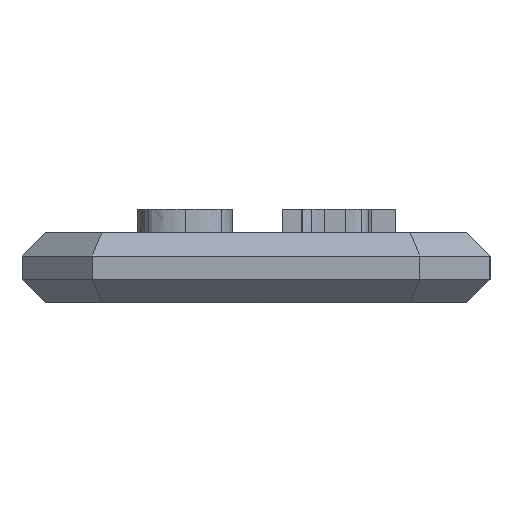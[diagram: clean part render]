
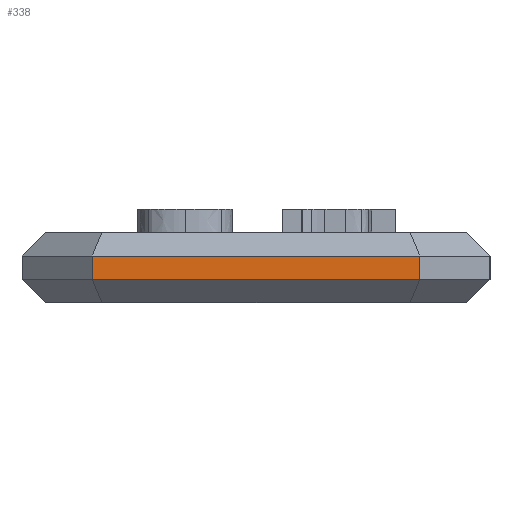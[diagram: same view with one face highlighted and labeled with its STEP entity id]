
A CAD part, left-side view. The second image highlights one B-rep face of the part: STEP entity #338.
In plain terms, the highlighted planar face has unit normal (-1, 0, 0).
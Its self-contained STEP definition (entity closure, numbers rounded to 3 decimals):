
#338=ADVANCED_FACE('',(#2355),#2357,.T.);
#2355=FACE_BOUND('',#2356,.T.);
#2356=EDGE_LOOP('',(#5189,#5190,#5191,#5192));
#2357=PLANE('',#2358);
#2358=AXIS2_PLACEMENT_3D('',#2359,#2360,#2361);
#2359=CARTESIAN_POINT('',(-30.,10.,0.));
#2360=DIRECTION('',(-1.,0.,0.));
#2361=DIRECTION('',(0.,-1.,0.));
#5189=ORIENTED_EDGE('',*,*,#6536,.T.);
#5190=ORIENTED_EDGE('',*,*,#7104,.T.);
#5191=ORIENTED_EDGE('',*,*,#6561,.F.);
#5192=ORIENTED_EDGE('',*,*,#7105,.F.);
#6536=EDGE_CURVE('',#7990,#7991,#7992,.T.);
#6561=EDGE_CURVE('',#8025,#8028,#8029,.T.);
#7104=EDGE_CURVE('',#7991,#8028,#8842,.T.);
#7105=EDGE_CURVE('',#7990,#8025,#8843,.T.);
#7990=VERTEX_POINT('',#10508);
#7991=VERTEX_POINT('',#10509);
#7992=LINE('',#10510,#10511);
#8025=VERTEX_POINT('',#10589);
#8028=VERTEX_POINT('',#10596);
#8029=LINE('',#10597,#10598);
#8842=LINE('',#12496,#12497);
#8843=LINE('',#12499,#12500);
#10508=CARTESIAN_POINT('',(-30.,7.,1.));
#10509=CARTESIAN_POINT('',(-30.,-7.,1.));
#10510=CARTESIAN_POINT('',(-30.,7.,1.));
#10511=VECTOR('',#10512,1.);
#10512=DIRECTION('',(0.,-1.,0.));
#10589=CARTESIAN_POINT('',(-30.,7.,2.));
#10596=CARTESIAN_POINT('',(-30.,-7.,2.));
#10597=CARTESIAN_POINT('',(-30.,7.,2.));
#10598=VECTOR('',#10599,1.);
#10599=DIRECTION('',(0.,-1.,0.));
#12496=CARTESIAN_POINT('',(-30.,-7.,1.));
#12497=VECTOR('',#12498,1.);
#12498=DIRECTION('',(0.,0.,1.));
#12499=CARTESIAN_POINT('',(-30.,7.,1.));
#12500=VECTOR('',#12501,1.);
#12501=DIRECTION('',(0.,0.,1.));
